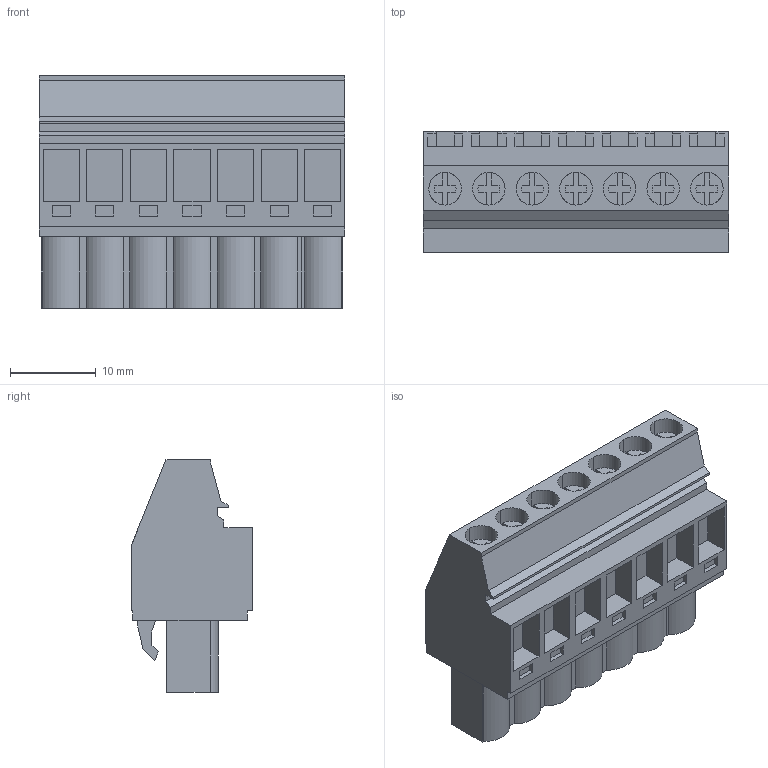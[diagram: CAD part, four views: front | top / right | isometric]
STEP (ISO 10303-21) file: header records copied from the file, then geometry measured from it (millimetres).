
FILE_DESCRIPTION(('CATIA V5 STEP','CAx-IF Rec.Pracs.--- Model Styling and Organization---1.2---2011-12-15'),'2;1');
FILE_NAME ('D1460148_0_1949070000_1949070000.stp','2017-09-09T07:23:39+00:00',('none'),('Weidmueller'),'CATIA Version 5-6 Release 2014','CATIA V5 STEP AP214','none');
FILE_SCHEMA(('AUTOMOTIVE_DESIGN { 1 0 10303 214 1 1 1 1 }'));
Length unit declared in the file: millimetre
Products named in the file (1): 1949070000
Bounding box: 35.56 x 14.1 x 27.1 mm (x, y, z)
Volume: 8070.6 mm3; surface area: 5015.5 mm2
Topology: 8 solids, 8 shells, 474 faces, 1321 edges, 892 vertices
Faces by surface type: plane 411, cylinder 61, extrusion 2
Entity records: 14076 total; most frequent: ORIENTED_EDGE 2642, CARTESIAN_POINT 2536, DIRECTION 1911, EDGE_CURVE 1321, VECTOR 1169, LINE 1167, VERTEX_POINT 892, EDGE_LOOP 505
